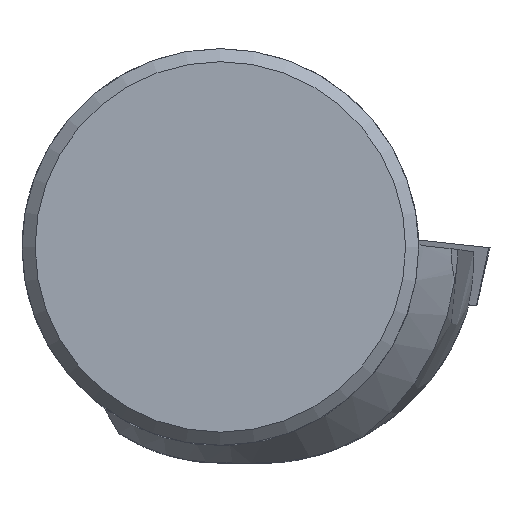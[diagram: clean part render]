
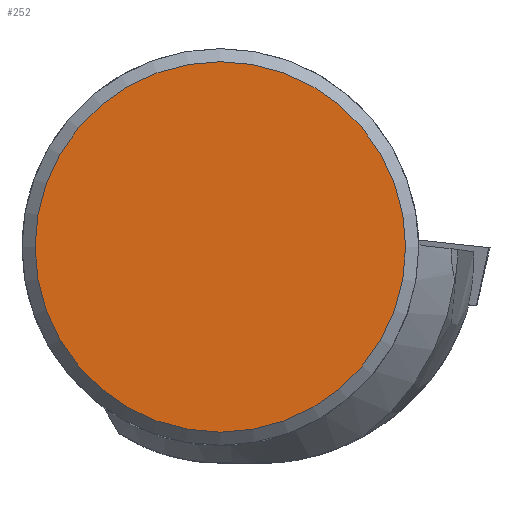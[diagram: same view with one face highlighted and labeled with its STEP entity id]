
A CAD part, top view. The second image highlights one B-rep face of the part: STEP entity #252.
In plain terms, the highlighted planar face has unit normal (0, 0, 1).
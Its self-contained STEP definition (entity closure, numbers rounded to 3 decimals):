
#146=PLANE('',#830);
#252=ADVANCED_FACE('',(#298),#146,.T.);
#298=FACE_OUTER_BOUND('',#329,.T.);
#329=EDGE_LOOP('',(#493));
#362=CIRCLE('',#811,7.471);
#493=ORIENTED_EDGE('',*,*,#653,.F.);
#586=VERTEX_POINT('',#1160);
#653=EDGE_CURVE('',#586,#586,#362,.T.);
#811=AXIS2_PLACEMENT_3D('',#1159,#918,#919);
#830=AXIS2_PLACEMENT_3D('',#1369,#967,#968);
#918=DIRECTION('',(0.,0.,-1.));
#919=DIRECTION('',(1.,0.,0.));
#967=DIRECTION('',(0.,0.,1.));
#968=DIRECTION('',(1.,0.,0.));
#1159=CARTESIAN_POINT('',(0.,0.,0.));
#1160=CARTESIAN_POINT('',(7.471,0.,0.));
#1369=CARTESIAN_POINT('',(0.,0.,0.));
